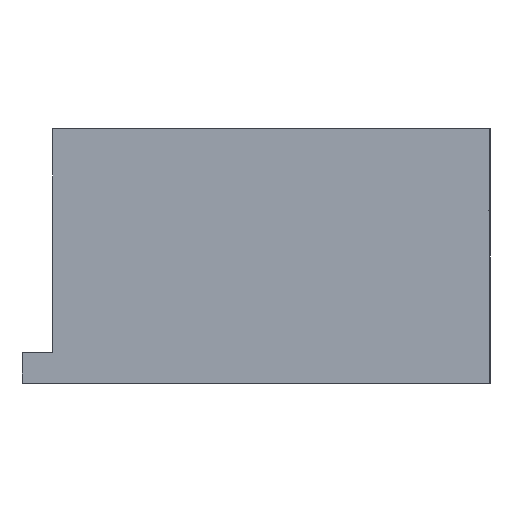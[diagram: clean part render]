
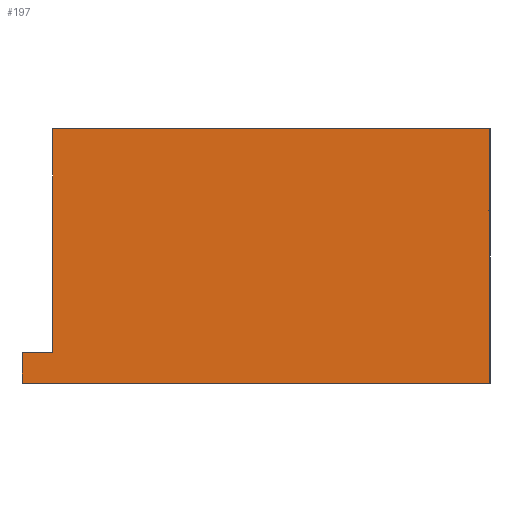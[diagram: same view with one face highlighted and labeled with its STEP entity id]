
A CAD part, left-side view. The second image highlights one B-rep face of the part: STEP entity #197.
In plain terms, the highlighted planar face has unit normal (-1, 0, 0).
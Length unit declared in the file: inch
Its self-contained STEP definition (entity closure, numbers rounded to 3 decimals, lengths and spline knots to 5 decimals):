
#22=FACE_OUTER_BOUND('',#33,.T.);
#33=EDGE_LOOP('',(#135,#136,#137,#138,#139,#140));
#44=LINE('',#296,#67);
#45=LINE('',#298,#68);
#46=LINE('',#300,#69);
#47=LINE('',#302,#70);
#48=LINE('',#304,#71);
#49=LINE('',#305,#72);
#67=VECTOR('',#241,0.3937);
#68=VECTOR('',#242,0.3937);
#69=VECTOR('',#243,0.3937);
#70=VECTOR('',#244,0.3937);
#71=VECTOR('',#245,0.3937);
#72=VECTOR('',#246,0.3937);
#90=VERTEX_POINT('',#294);
#91=VERTEX_POINT('',#295);
#92=VERTEX_POINT('',#297);
#93=VERTEX_POINT('',#299);
#94=VERTEX_POINT('',#301);
#95=VERTEX_POINT('',#303);
#108=EDGE_CURVE('',#90,#91,#44,.T.);
#109=EDGE_CURVE('',#92,#90,#45,.T.);
#110=EDGE_CURVE('',#93,#92,#46,.T.);
#111=EDGE_CURVE('',#94,#93,#47,.T.);
#112=EDGE_CURVE('',#95,#94,#48,.T.);
#113=EDGE_CURVE('',#91,#95,#49,.T.);
#135=ORIENTED_EDGE('',*,*,#108,.F.);
#136=ORIENTED_EDGE('',*,*,#109,.F.);
#137=ORIENTED_EDGE('',*,*,#110,.F.);
#138=ORIENTED_EDGE('',*,*,#111,.F.);
#139=ORIENTED_EDGE('',*,*,#112,.F.);
#140=ORIENTED_EDGE('',*,*,#113,.F.);
#189=PLANE('',#222);
#197=ADVANCED_FACE('',(#22),#189,.F.);
#222=AXIS2_PLACEMENT_3D('',#293,#239,#240);
#239=DIRECTION('center_axis',(1.,0.,0.));
#240=DIRECTION('ref_axis',(0.,0.,1.));
#241=DIRECTION('',(0.,0.,1.));
#242=DIRECTION('',(0.,-1.,0.));
#243=DIRECTION('',(0.,0.,1.));
#244=DIRECTION('',(0.,1.,0.));
#245=DIRECTION('',(0.,0.,-1.));
#246=DIRECTION('',(0.,-1.,0.));
#293=CARTESIAN_POINT('Origin',(3.,-5.75,115.375));
#294=CARTESIAN_POINT('',(3.,-0.375,116.));
#295=CARTESIAN_POINT('',(3.,-0.375,118.75));
#296=CARTESIAN_POINT('',(3.,-0.375,57.625));
#297=CARTESIAN_POINT('',(3.,0.,116.));
#298=CARTESIAN_POINT('',(3.,-2.875,116.));
#299=CARTESIAN_POINT('',(3.,0.,115.625));
#300=CARTESIAN_POINT('',(3.,0.,57.625));
#301=CARTESIAN_POINT('',(3.,-5.75,115.625));
#302=CARTESIAN_POINT('',(3.,-3.375,115.625));
#303=CARTESIAN_POINT('',(3.,-5.75,118.75));
#304=CARTESIAN_POINT('',(3.,-5.75,57.625));
#305=CARTESIAN_POINT('',(3.,-3.0625,118.75));
